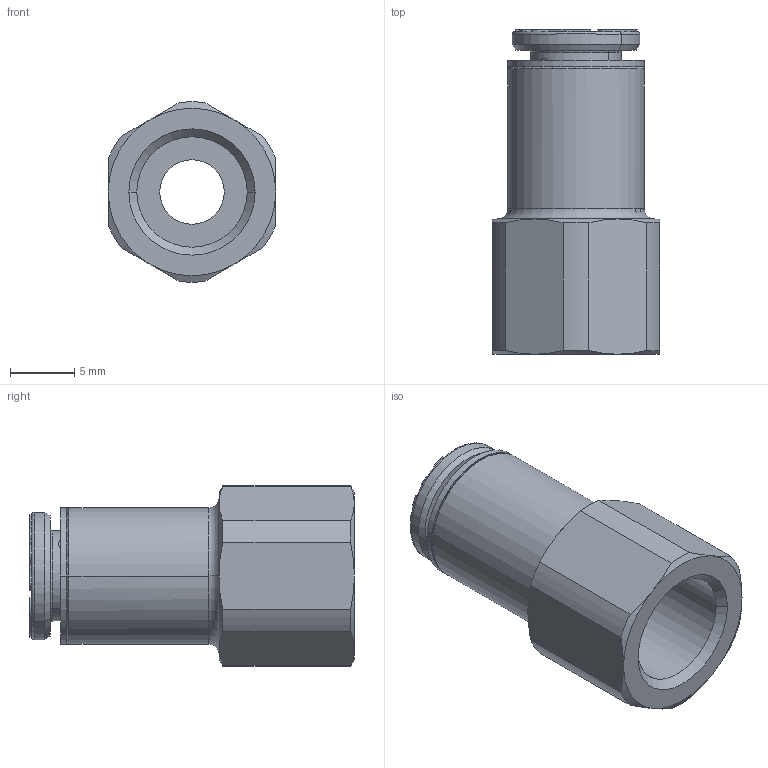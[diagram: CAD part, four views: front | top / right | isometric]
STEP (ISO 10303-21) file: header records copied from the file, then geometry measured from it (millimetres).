
FILE_DESCRIPTION(('STEP AP214'),'1');
FILE_NAME('6814_06_10.stp','2016-07-07T14:43:41',('TraceParts'),('TraceParts S.A.'),'Spatial InterOp 3D',' ',' ');
FILE_SCHEMA(('automotive_design'));
Length unit declared in the file: millimetre
Products named in the file (6): 6814 06 10|44106-62_ASM_1334#44106-62_ASM|44106-27_1330#44106-27;Solide1; 6814 06 10|44106-62_ASM_1334#44106-62_ASM|44106-37_1331#44106-37;Solide1; 6814 06 10|44106-62_ASM_1334#44106-62_ASM|44106_1332#44106;Solide1; 6814 06 10|44106-62_ASM_1334#44106-62_ASM|44126-20_1333#44126-20;Solide1; 6814 06 10|46406-11-69_1329#46406-11-69;Solide1; 6814 06 10|44106-11-10-ASM_1335#44106-11-10-ASM;Solide1
Bounding box: 13 x 25.2 x 13.98 mm (x, y, z)
Volume: 1651.1 mm3; surface area: 2743.9 mm2
Topology: 6 solids, 6 shells, 604 faces, 1576 edges, 998 vertices
Faces by surface type: plane 288, cylinder 95, cone 95, torus 68, bspline 56, sphere 2
Entity records: 25663 total; most frequent: CARTESIAN_POINT 5965, ORIENTED_EDGE 3148, DIRECTION 3016, EDGE_CURVE 1574, AXIS2_PLACEMENT_3D 1047, VERTEX_POINT 998, LINE 922, VECTOR 922
